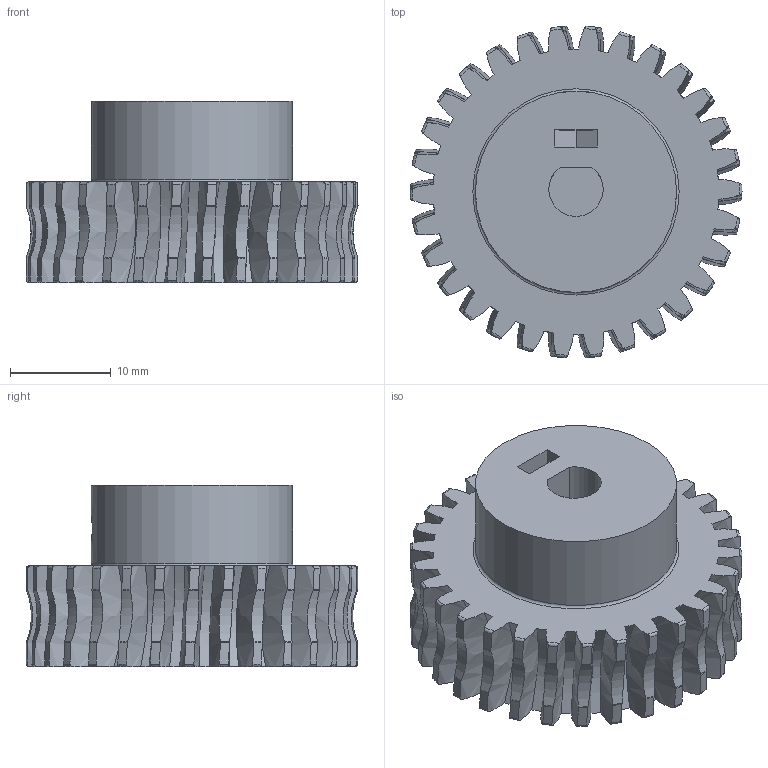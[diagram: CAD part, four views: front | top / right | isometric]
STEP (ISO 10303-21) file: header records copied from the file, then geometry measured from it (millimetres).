
FILE_DESCRIPTION(/* description */ (''),/* implementation_level */ '2;1');
FILE_NAME(/* name */ '4037N131_PLASTIC WORM GEAR.step',/* time_stamp */ '2021-02-08T09:42:50-05:00',/* author */ (''),/* organization */ (''),/* preprocessor_version */ 'ST-DEVELOPER v18.1',/* originating_system */ 'Autodesk Translation Framework v9.7.1.1290',/* authorisation */ '');
FILE_SCHEMA (('AUTOMOTIVE_DESIGN { 1 0 10303 214 3 1 1 }'));
Length unit declared in the file: millimetre
Products named in the file (1): 4037N131_PLASTIC WORM GEAR
Bounding box: 33 x 32.94 x 18 mm (x, y, z)
Volume: 9120 mm3; surface area: 4834 mm2
Topology: 1 solids, 1 shells, 316 faces, 933 edges, 622 vertices
Faces by surface type: torus 151, bspline 90, cylinder 64, plane 11
Full cylindrical faces by diameter (mm): 2.5 x2, 20 x1
Entity records: 18859 total; most frequent: CARTESIAN_POINT 11715, ORIENTED_EDGE 1866, DIRECTION 976, EDGE_CURVE 933, B_SPLINE_CURVE_WITH_KNOTS 661, VERTEX_POINT 622, AXIS2_PLACEMENT_3D 477, EDGE_LOOP 323
